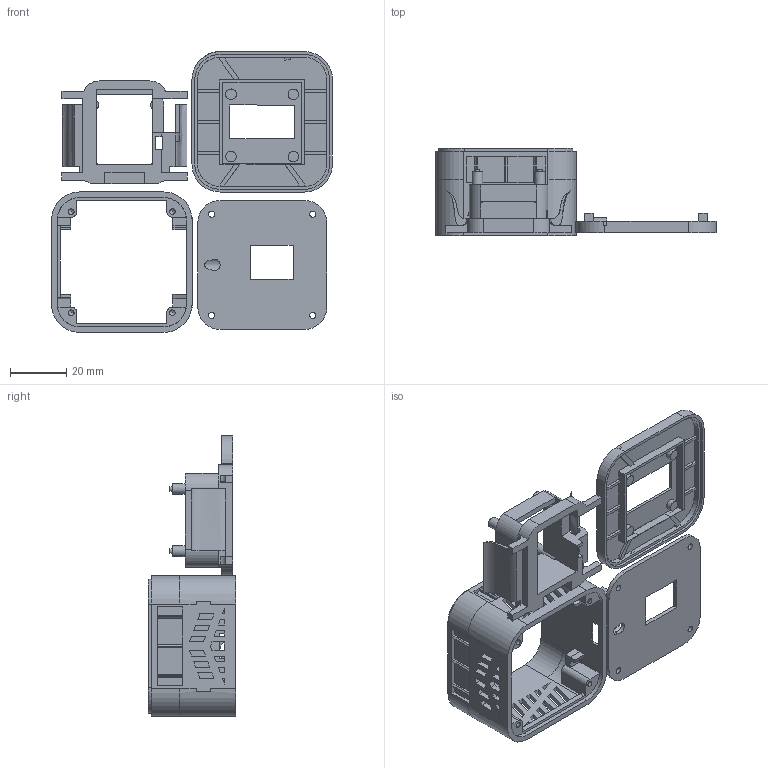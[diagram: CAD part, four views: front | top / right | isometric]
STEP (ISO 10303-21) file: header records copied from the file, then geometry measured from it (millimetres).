
FILE_DESCRIPTION(/* description */ (''),/* implementation_level */ '2;1');
FILE_NAME(/* name */ 'Ampel new v19.step',/* time_stamp */ '2021-01-08T15:08:27+01:00',/* author */ (''),/* organization */ (''),/* preprocessor_version */ 'ST-DEVELOPER v18.1',/* originating_system */ 'Autodesk Translation Framework v9.7.1.1290',/* authorisation */ '');
FILE_SCHEMA (('AUTOMOTIVE_DESIGN { 1 0 10303 214 3 1 1 }'));
Length unit declared in the file: millimetre
Products named in the file (5): Ampel new; Komponente1; Komponente2; Komponente3; Komponente4
Assembly tree (4 placements, depth 2):
  Ampel new
    Komponente1
    Komponente2
    Komponente3
    Komponente4
Bounding box: 99.98 x 31.1 x 99.95 mm (x, y, z)
Volume: 24454.4 mm3; surface area: 31127.8 mm2
Topology: 4 solids, 4 shells, 849 faces, 2368 edges, 1554 vertices
Faces by surface type: plane 660, cylinder 108, bspline 63, torus 10, cone 8
Full cylindrical faces by diameter (mm): 1.6 x4, 2 x4, 2.2 x4, 3.8 x4, 3.805 x1, 3.822 x1
Entity records: 28761 total; most frequent: CARTESIAN_POINT 6886, ORIENTED_EDGE 4728, DIRECTION 4069, EDGE_CURVE 2364, LINE 1959, VECTOR 1959, VERTEX_POINT 1554, AXIS2_PLACEMENT_3D 1055
